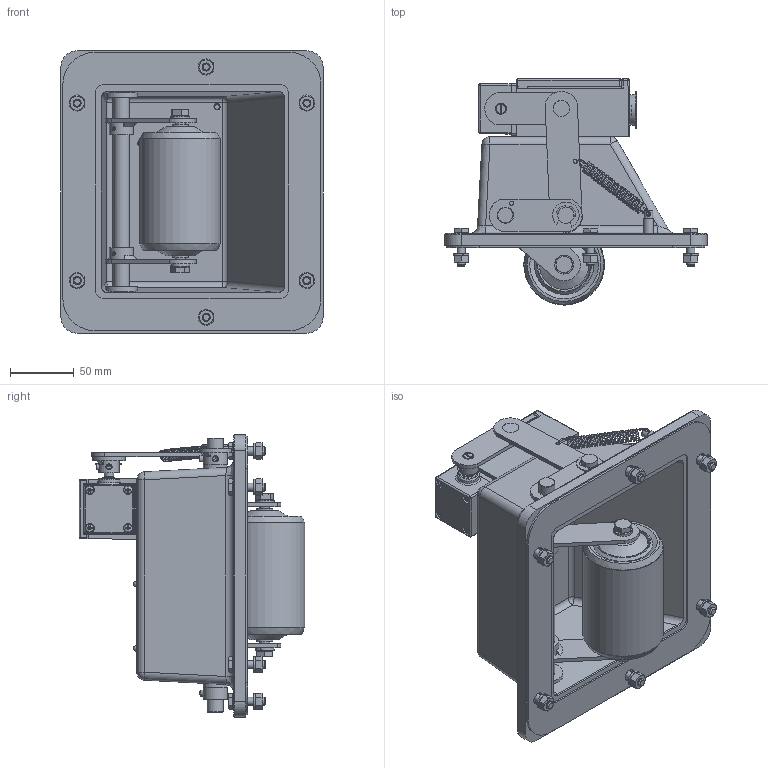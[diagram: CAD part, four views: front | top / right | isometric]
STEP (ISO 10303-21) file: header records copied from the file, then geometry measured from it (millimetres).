
FILE_DESCRIPTION(/* description */ ('VERTICAL CONVEYOR BELT ALIGNMENT CONTROL'),/* implementation_level */ '2;1');
FILE_NAME(/* name */ 'VA casting small roller.stp',/* time_stamp */ '2021-02-04T10:43:06-05:00',/* author */ ('luke'),/* organization */ ('CCC'),/* preprocessor_version */ 'ST-DEVELOPER v18',/* originating_system */ 'Autodesk Inventor 2020',/* authorisation */ '');
FILE_SCHEMA (('AUTOMOTIVE_DESIGN { 1 0 10303 214 3 1 1 }'));
Products named in the file (46): VA with casting; 20060223; 20060256; 20060255; 20060255_1; 20060254; 20060213; 20060248; 20060247; 20060220; 20060220_1; 20060218; 20060219; 20060244; 20060211; 20060211_1; 20060209; 20060210; 20060246; 20060217; 20060217_1; 20060215; 20060216; 22011075; 22013426; 20594011; 20065109; 21031113; 20596559; 22013500; 20101111; 20065102; 20060261; 20061215; 22016112; 20060113; 20061214; 20060253; 22018508; 20061212 ...
Assembly tree (74 placements, depth 4):
  VA with casting
    20060223
    20060256
      20060255
        20060255_1
        20060254
        20060213  x2
    20060248
      20060210
    20060247  x2
      20060220
        20060220_1
        20060218
        20060219
    20060244
      20060211
        20060211_1
        20060209
        20060210
    20060246
      20060217
        20060217_1
        20060215
        20060216
    22011075  x6
    22013426  x6
    20594011  x6
    20065109  x2
    21031113  x6
    20596559  x2
    22013500  x2
    20101111  x2
    20065102  x2
    20060261
    20061215
    22016112  x2
    20060113
    20061214
    20060253
    22018508
    20061212
      20061212 VA Casting1
    20060262
      20060251
        20060250
      20061210
      20061210_1
Bounding box: 206.38 x 177.9 x 222.25 mm (x, y, z)
Volume: 1066295 mm3; surface area: 403449.4 mm2
Topology: 99 solids, 104 shells, 5147 faces, 13075 edges, 8399 vertices
Faces by surface type: plane 2584, bspline 1137, cylinder 707, cone 323, sphere 203, torus 193
Full cylindrical faces by diameter (mm): 0.935 x1, 1.189 x1, 2.032 x2, 2.375 x2, 2.464 x2, 2.769 x2, 3.175 x8, 3.264 x2, 3.277 x1, 3.302 x1, 3.581 x2, 3.861 x2, 3.962 x8, 4.826 x8, 4.978 x6, 5.156 x2, 6.35 x6, 6.401 x2, 6.604 x6, 6.782 x1, 6.858 x1, 6.934 x1, 7.239 x4, 7.315 x1, 7.493 x2, 7.544 x1, 7.925 x2, 7.938 x9, 8.128 x2, 8.382 x1
Entity records: 161952 total; most frequent: CARTESIAN_POINT 50183, ORIENTED_EDGE 24058, DIRECTION 19719, EDGE_CURVE 12029, VERTEX_POINT 7880, LINE 6941, VECTOR 6941, AXIS2_PLACEMENT_3D 6389
